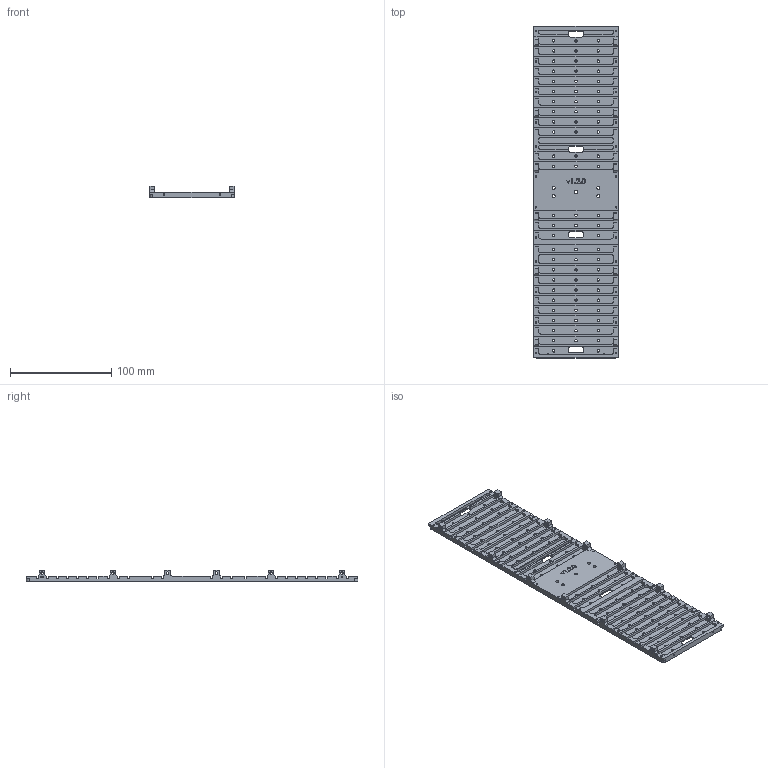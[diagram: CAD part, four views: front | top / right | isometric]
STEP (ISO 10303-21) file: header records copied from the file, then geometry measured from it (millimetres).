
FILE_DESCRIPTION (( 'STEP AP203' ), '1' );
FILE_NAME ('Y_3UFrame.STEP', '2021-07-06T20:51:22', ( '' ), ( '' ), 'SwSTEP 2.0', 'SolidWorks 2020', '' );
FILE_SCHEMA (( 'CONFIG_CONTROL_DESIGN' ));
Length unit declared in the file: millimetre
Products named in the file (1): Y_3UFrame
Bounding box: 83 x 327.5 x 11.5 mm (x, y, z)
Volume: 69839.8 mm3; surface area: 79537.4 mm2
Topology: 1 solids, 1 shells, 974 faces, 2820 edges, 1872 vertices
Faces by surface type: cylinder 476, plane 459, bspline 23, cone 16
Entity records: 35311 total; most frequent: CARTESIAN_POINT 8304, ORIENTED_EDGE 5640, DIRECTION 5624, EDGE_CURVE 2820, AXIS2_PLACEMENT_3D 1934, VERTEX_POINT 1872, LINE 1756, VECTOR 1756
